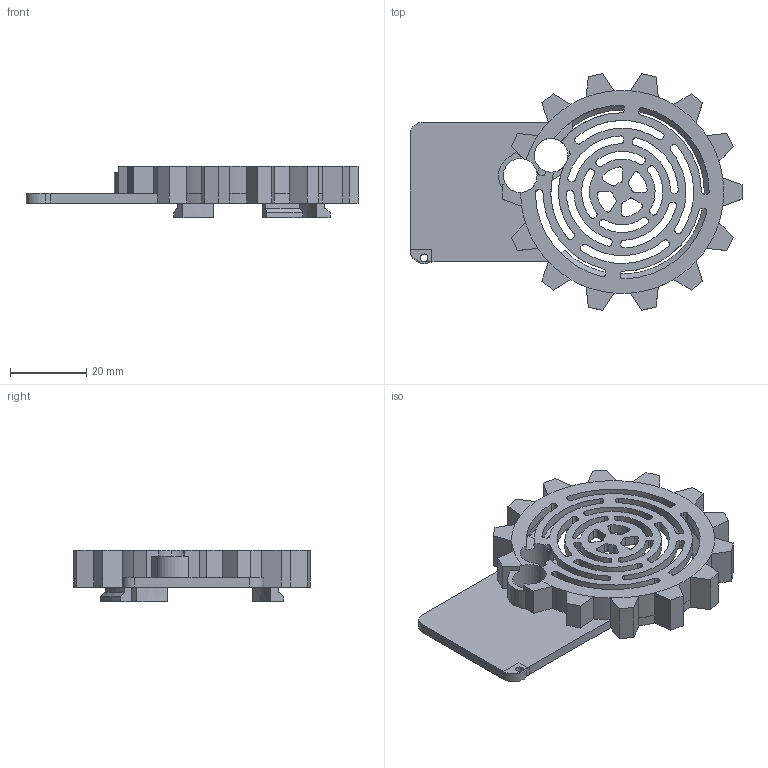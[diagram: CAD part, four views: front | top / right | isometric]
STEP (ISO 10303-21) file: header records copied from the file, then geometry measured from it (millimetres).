
FILE_DESCRIPTION(('FreeCAD Model'),'2;1');
FILE_NAME('Open CASCADE Shape Model','2023-04-29T11:57:33',(''),(''), 'Open CASCADE STEP processor 7.6','FreeCAD','Unknown');
FILE_SCHEMA(('AUTOMOTIVE_DESIGN { 1 0 10303 214 1 1 1 1 }'));
Length unit declared in the file: millimetre
Products named in the file (1): Body
Bounding box: 87.27 x 62.24 x 13.46 mm (x, y, z)
Volume: 13791.8 mm3; surface area: 12533.8 mm2
Topology: 1 solids, 1 shells, 339 faces, 969 edges, 626 vertices
Faces by surface type: cylinder 169, plane 166, cone 4
Full cylindrical faces by diameter (mm): 2 x1, 8.89 x2
Entity records: 24142 total; most frequent: CARTESIAN_POINT 4396, DIRECTION 3920, LINE 2030, VECTOR 2030, ORIENTED_EDGE 1938, PCURVE 1938, DEFINITIONAL_REPRESENTATION 1938, EDGE_CURVE 969
